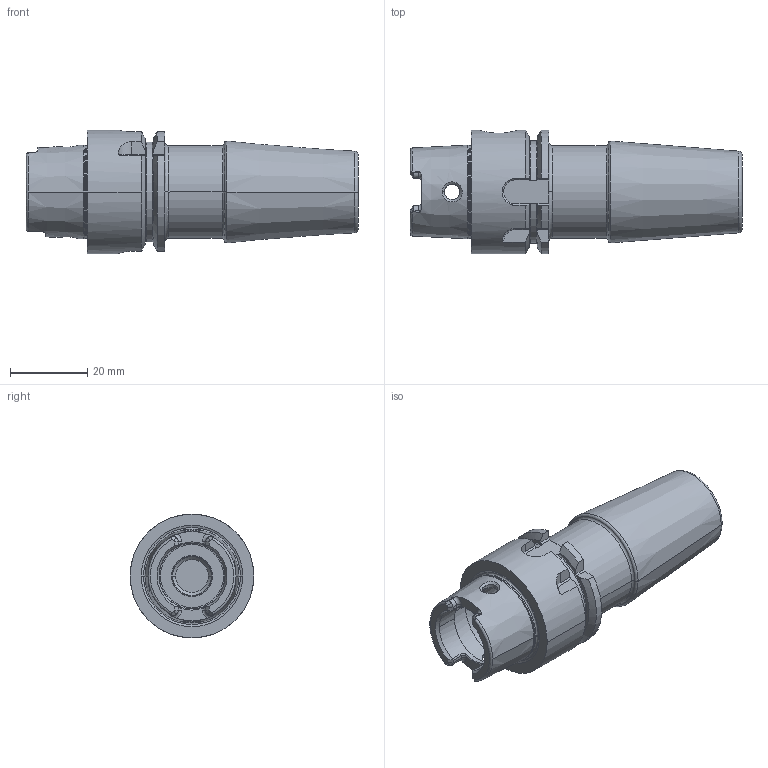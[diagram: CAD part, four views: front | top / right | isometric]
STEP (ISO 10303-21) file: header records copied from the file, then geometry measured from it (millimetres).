
FILE_DESCRIPTION((''),'2;1');
FILE_NAME('A32-140-06','2011-09-01T',('mei'),(''),'PRO/ENGINEER BY PARAMETRIC TECHNOLOGY CORPORATION, 2010430','PRO/ENGINEER BY PARAMETRIC TECHNOLOGY CORPORATION, 2010430','');
FILE_SCHEMA(('CONFIG_CONTROL_DESIGN'));
Length unit declared in the file: millimetre
Products named in the file (1): A32-140-06
Bounding box: 85.9 x 32 x 32 mm (x, y, z)
Volume: 35635 mm3; surface area: 11165.3 mm2
Topology: 1 solids, 2 shells, 187 faces, 474 edges, 290 vertices
Faces by surface type: plane 62, cylinder 49, torus 34, cone 32, bspline 8, extrusion 2
Entity records: 6716 total; most frequent: CARTESIAN_POINT 2256, ORIENTED_EDGE 944, DIRECTION 908, EDGE_CURVE 474, AXIS2_PLACEMENT_3D 350, VERTEX_POINT 290, VECTOR 208, LINE 206
